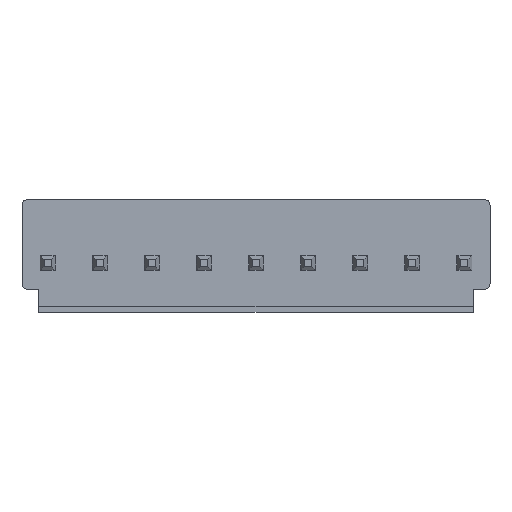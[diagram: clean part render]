
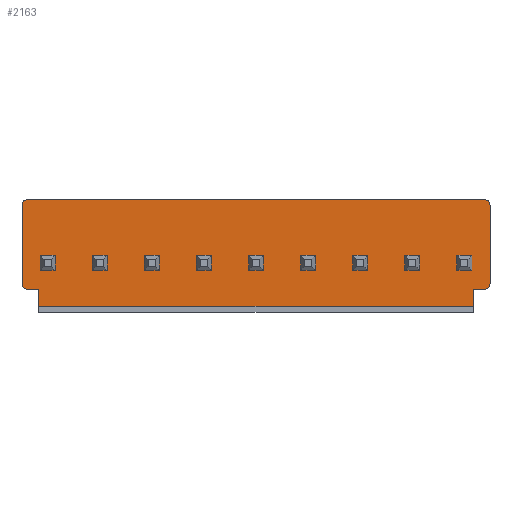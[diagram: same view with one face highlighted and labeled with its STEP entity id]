
A CAD part, front view. The second image highlights one B-rep face of the part: STEP entity #2163.
In plain terms, the highlighted planar face has unit normal (0, -1, 0).
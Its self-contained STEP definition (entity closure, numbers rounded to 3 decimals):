
#34=PLANE('',#2334);
#177=FACE_OUTER_BOUND('',#323,.T.);
#323=EDGE_LOOP('',(#1557,#1558,#1559,#1560,#1561,#1562,#1563,#1564,#1565,
#1566,#1567,#1568));
#469=LINE('',#3102,#765);
#472=LINE('',#3108,#768);
#473=LINE('',#3110,#769);
#474=LINE('',#3112,#770);
#475=LINE('',#3114,#771);
#476=LINE('',#3116,#772);
#477=LINE('',#3120,#773);
#478=LINE('',#3124,#774);
#765=VECTOR('',#2496,10.);
#768=VECTOR('',#2501,10.);
#769=VECTOR('',#2502,10.);
#770=VECTOR('',#2503,10.);
#771=VECTOR('',#2504,10.);
#772=VECTOR('',#2505,10.);
#773=VECTOR('',#2508,10.);
#774=VECTOR('',#2511,10.);
#1060=CIRCLE('',#2332,0.4);
#1061=CIRCLE('',#2335,0.4);
#1062=CIRCLE('',#2336,0.4);
#1063=CIRCLE('',#2337,0.4);
#1069=VERTEX_POINT('',#3095);
#1070=VERTEX_POINT('',#3097);
#1071=VERTEX_POINT('',#3101);
#1073=VERTEX_POINT('',#3107);
#1074=VERTEX_POINT('',#3109);
#1075=VERTEX_POINT('',#3111);
#1076=VERTEX_POINT('',#3113);
#1077=VERTEX_POINT('',#3115);
#1078=VERTEX_POINT('',#3117);
#1079=VERTEX_POINT('',#3119);
#1080=VERTEX_POINT('',#3121);
#1081=VERTEX_POINT('',#3123);
#1247=EDGE_CURVE('',#1069,#1070,#1060,.T.);
#1249=EDGE_CURVE('',#1071,#1070,#469,.T.);
#1252=EDGE_CURVE('',#1069,#1073,#472,.T.);
#1253=EDGE_CURVE('',#1074,#1073,#473,.T.);
#1254=EDGE_CURVE('',#1074,#1075,#474,.T.);
#1255=EDGE_CURVE('',#1076,#1075,#475,.T.);
#1256=EDGE_CURVE('',#1076,#1077,#476,.T.);
#1257=EDGE_CURVE('',#1078,#1077,#1061,.T.);
#1258=EDGE_CURVE('',#1078,#1079,#477,.T.);
#1259=EDGE_CURVE('',#1080,#1079,#1062,.T.);
#1260=EDGE_CURVE('',#1080,#1081,#478,.T.);
#1261=EDGE_CURVE('',#1071,#1081,#1063,.T.);
#1557=ORIENTED_EDGE('',*,*,#1247,.F.);
#1558=ORIENTED_EDGE('',*,*,#1252,.T.);
#1559=ORIENTED_EDGE('',*,*,#1253,.F.);
#1560=ORIENTED_EDGE('',*,*,#1254,.T.);
#1561=ORIENTED_EDGE('',*,*,#1255,.F.);
#1562=ORIENTED_EDGE('',*,*,#1256,.T.);
#1563=ORIENTED_EDGE('',*,*,#1257,.F.);
#1564=ORIENTED_EDGE('',*,*,#1258,.T.);
#1565=ORIENTED_EDGE('',*,*,#1259,.F.);
#1566=ORIENTED_EDGE('',*,*,#1260,.T.);
#1567=ORIENTED_EDGE('',*,*,#1261,.F.);
#1568=ORIENTED_EDGE('',*,*,#1249,.T.);
#2163=ADVANCED_FACE('',(#177),#34,.F.);
#2332=AXIS2_PLACEMENT_3D('',#3098,#2491,#2492);
#2334=AXIS2_PLACEMENT_3D('',#3106,#2499,#2500);
#2335=AXIS2_PLACEMENT_3D('',#3118,#2506,#2507);
#2336=AXIS2_PLACEMENT_3D('',#3122,#2509,#2510);
#2337=AXIS2_PLACEMENT_3D('',#3125,#2512,#2513);
#2491=DIRECTION('center_axis',(0.,1.,0.));
#2492=DIRECTION('ref_axis',(-0.707,0.,-0.707));
#2496=DIRECTION('',(0.,0.,-1.));
#2499=DIRECTION('center_axis',(0.,1.,0.));
#2500=DIRECTION('ref_axis',(1.,0.,0.));
#2501=DIRECTION('',(1.,0.,0.));
#2502=DIRECTION('',(0.,0.,1.));
#2503=DIRECTION('',(1.,0.,0.));
#2504=DIRECTION('',(0.,0.,-1.));
#2505=DIRECTION('',(1.,0.,0.));
#2506=DIRECTION('center_axis',(0.,1.,0.));
#2507=DIRECTION('ref_axis',(0.707,0.,-0.707));
#2508=DIRECTION('',(0.,0.,1.));
#2509=DIRECTION('center_axis',(0.,1.,0.));
#2510=DIRECTION('ref_axis',(0.707,0.,0.707));
#2511=DIRECTION('',(-1.,0.,0.));
#2512=DIRECTION('center_axis',(0.,1.,0.));
#2513=DIRECTION('ref_axis',(-0.707,0.,0.707));
#3095=CARTESIAN_POINT('',(-17.39,0.,-3.4));
#3097=CARTESIAN_POINT('',(-17.79,0.,-3.));
#3098=CARTESIAN_POINT('Origin',(-17.39,0.,-3.));
#3101=CARTESIAN_POINT('',(-17.79,0.,3.));
#3102=CARTESIAN_POINT('',(-17.79,0.,3.4));
#3106=CARTESIAN_POINT('Origin',(0.,0.,0.));
#3107=CARTESIAN_POINT('',(-16.52,0.,-3.4));
#3108=CARTESIAN_POINT('',(-17.79,0.,-3.4));
#3109=CARTESIAN_POINT('',(-16.52,0.,-4.7));
#3110=CARTESIAN_POINT('',(-16.52,0.,-3.4));
#3111=CARTESIAN_POINT('',(16.52,0.,-4.7));
#3112=CARTESIAN_POINT('',(0.,0.,-4.7));
#3113=CARTESIAN_POINT('',(16.52,0.,-3.4));
#3114=CARTESIAN_POINT('',(16.52,0.,-3.4));
#3115=CARTESIAN_POINT('',(17.39,0.,-3.4));
#3116=CARTESIAN_POINT('',(-17.79,0.,-3.4));
#3117=CARTESIAN_POINT('',(17.79,0.,-3.));
#3118=CARTESIAN_POINT('Origin',(17.39,0.,-3.));
#3119=CARTESIAN_POINT('',(17.79,0.,3.));
#3120=CARTESIAN_POINT('',(17.79,0.,-3.4));
#3121=CARTESIAN_POINT('',(17.39,0.,3.4));
#3122=CARTESIAN_POINT('Origin',(17.39,0.,3.));
#3123=CARTESIAN_POINT('',(-17.39,0.,3.4));
#3124=CARTESIAN_POINT('',(17.79,0.,3.4));
#3125=CARTESIAN_POINT('Origin',(-17.39,0.,3.));
